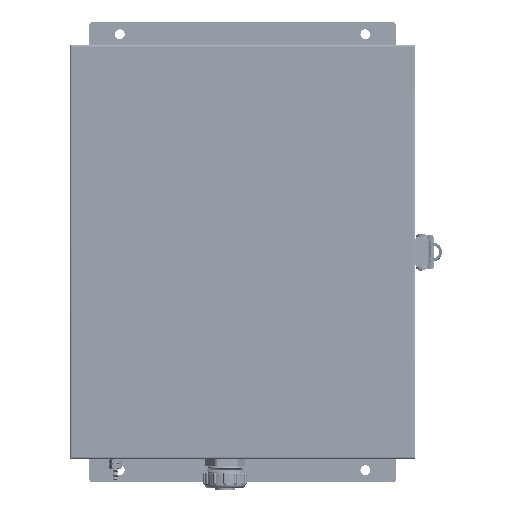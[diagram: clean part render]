
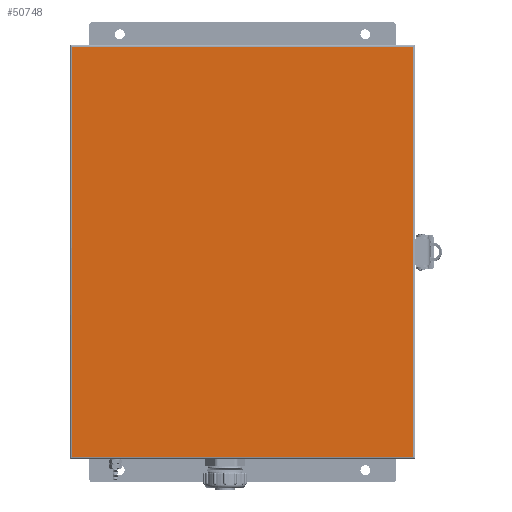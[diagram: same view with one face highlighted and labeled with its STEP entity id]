
A CAD part, top view. The second image highlights one B-rep face of the part: STEP entity #50748.
In plain terms, the highlighted planar face has unit normal (0, 0, 1).
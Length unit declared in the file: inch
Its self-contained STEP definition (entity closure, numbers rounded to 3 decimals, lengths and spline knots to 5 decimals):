
#196 = LINE ( 'NONE', #28567, #27458 ) ;
#1432 = DIRECTION ( 'NONE',  ( 0., 1., 0. ) ) ;
#3446 = LINE ( 'NONE', #8971, #30697 ) ;
#8542 = EDGE_CURVE ( 'NONE', #25297, #53641, #42414, .T. ) ;
#8971 = CARTESIAN_POINT ( 'NONE',  ( -5.625, -6.685, 0. ) ) ;
#11679 = DIRECTION ( 'NONE',  ( 0., -1., 0. ) ) ;
#13313 = ORIENTED_EDGE ( 'NONE', *, *, #57610, .F. ) ;
#13716 = AXIS2_PLACEMENT_3D ( 'NONE', #50943, #22913, #40179 ) ;
#20478 = FACE_OUTER_BOUND ( 'NONE', #35594, .T. ) ;
#21950 = VECTOR ( 'NONE', #33436, 39.37008 ) ;
#22913 = DIRECTION ( 'NONE',  ( 0., 0., 1. ) ) ;
#24299 = CARTESIAN_POINT ( 'NONE',  ( -5.56, 6.685, 0. ) ) ;
#24497 = EDGE_CURVE ( 'NONE', #53641, #49514, #3446, .T. ) ;
#25297 = VERTEX_POINT ( 'NONE', #64950 ) ;
#27458 = VECTOR ( 'NONE', #1432, 39.37008 ) ;
#28567 = CARTESIAN_POINT ( 'NONE',  ( -5.56, 6.685, 0. ) ) ;
#30697 = VECTOR ( 'NONE', #46495, 39.37008 ) ;
#33436 = DIRECTION ( 'NONE',  ( 1., 0., 0. ) ) ;
#35594 = EDGE_LOOP ( 'NONE', ( #60742, #58007, #56928, #13313 ) ) ;
#39944 = PLANE ( 'NONE',  #13716 ) ;
#40179 = DIRECTION ( 'NONE',  ( 1., 0., 0. ) ) ;
#42414 = LINE ( 'NONE', #59921, #58680 ) ;
#46495 = DIRECTION ( 'NONE',  ( -1., 0., 0. ) ) ;
#47318 = CARTESIAN_POINT ( 'NONE',  ( 5.56, -6.685, 0. ) ) ;
#49514 = VERTEX_POINT ( 'NONE', #60609 ) ;
#50748 = ADVANCED_FACE ( 'NONE', ( #20478 ), #39944, .T. ) ;
#50943 = CARTESIAN_POINT ( 'NONE',  ( 0., 0., 0. ) ) ;
#53641 = VERTEX_POINT ( 'NONE', #47318 ) ;
#54799 = CARTESIAN_POINT ( 'NONE',  ( 5.625, 6.685, 0. ) ) ;
#56928 = ORIENTED_EDGE ( 'NONE', *, *, #65220, .F. ) ;
#57610 = EDGE_CURVE ( 'NONE', #49514, #61931, #196, .T. ) ;
#58007 = ORIENTED_EDGE ( 'NONE', *, *, #8542, .F. ) ;
#58680 = VECTOR ( 'NONE', #11679, 39.37008 ) ;
#59921 = CARTESIAN_POINT ( 'NONE',  ( 5.56, -6.685, 0. ) ) ;
#60609 = CARTESIAN_POINT ( 'NONE',  ( -5.56, -6.685, 0. ) ) ;
#60742 = ORIENTED_EDGE ( 'NONE', *, *, #24497, .F. ) ;
#61870 = LINE ( 'NONE', #54799, #21950 ) ;
#61931 = VERTEX_POINT ( 'NONE', #24299 ) ;
#64950 = CARTESIAN_POINT ( 'NONE',  ( 5.56, 6.685, 0. ) ) ;
#65220 = EDGE_CURVE ( 'NONE', #61931, #25297, #61870, .T. ) ;
